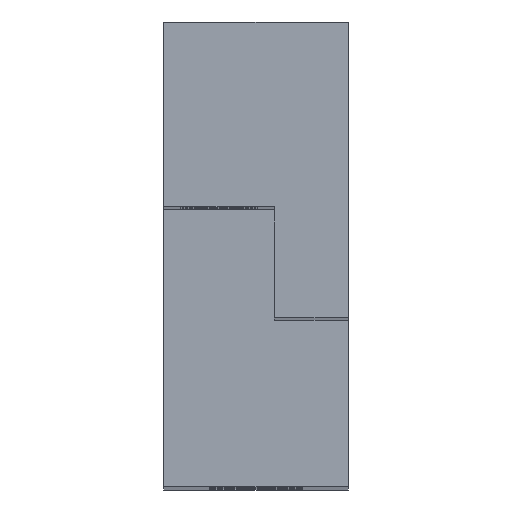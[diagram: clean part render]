
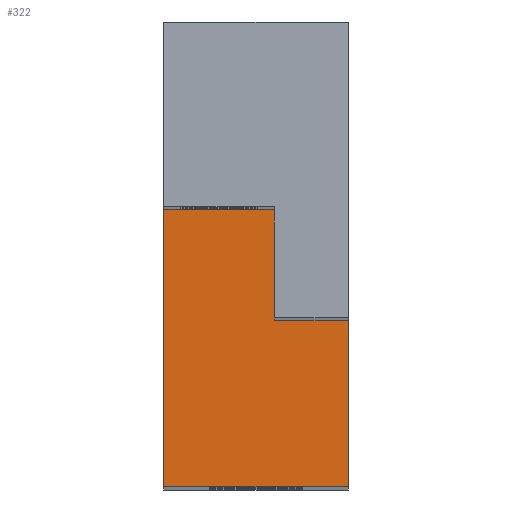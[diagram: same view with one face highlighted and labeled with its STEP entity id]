
A CAD part, top view. The second image highlights one B-rep face of the part: STEP entity #322.
In plain terms, the highlighted planar face has unit normal (0, 0, 1).
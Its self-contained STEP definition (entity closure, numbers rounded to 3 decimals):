
#30=PLANE('',#364);
#46=FACE_OUTER_BOUND('',#65,.T.);
#65=EDGE_LOOP('',(#262,#263,#264,#265,#266,#267));
#89=LINE('',#503,#119);
#93=LINE('',#512,#123);
#96=LINE('',#516,#126);
#97=LINE('',#519,#127);
#98=LINE('',#521,#128);
#99=LINE('',#522,#129);
#119=VECTOR('',#419,10.);
#123=VECTOR('',#425,10.);
#126=VECTOR('',#430,10.);
#127=VECTOR('',#433,10.);
#128=VECTOR('',#434,10.);
#129=VECTOR('',#435,10.);
#167=VERTEX_POINT('',#500);
#168=VERTEX_POINT('',#502);
#171=VERTEX_POINT('',#509);
#172=VERTEX_POINT('',#511);
#173=VERTEX_POINT('',#518);
#174=VERTEX_POINT('',#520);
#201=EDGE_CURVE('',#167,#168,#89,.T.);
#205=EDGE_CURVE('',#171,#172,#93,.T.);
#208=EDGE_CURVE('',#168,#171,#96,.T.);
#209=EDGE_CURVE('',#173,#167,#97,.T.);
#210=EDGE_CURVE('',#174,#173,#98,.T.);
#211=EDGE_CURVE('',#172,#174,#99,.T.);
#262=ORIENTED_EDGE('',*,*,#208,.F.);
#263=ORIENTED_EDGE('',*,*,#201,.F.);
#264=ORIENTED_EDGE('',*,*,#209,.F.);
#265=ORIENTED_EDGE('',*,*,#210,.F.);
#266=ORIENTED_EDGE('',*,*,#211,.F.);
#267=ORIENTED_EDGE('',*,*,#205,.F.);
#322=ADVANCED_FACE('',(#46),#30,.F.);
#364=AXIS2_PLACEMENT_3D('',#517,#431,#432);
#419=DIRECTION('',(1.,0.,0.));
#425=DIRECTION('',(1.,0.,0.));
#430=DIRECTION('',(0.,-1.,0.));
#431=DIRECTION('center_axis',(0.,0.,-1.));
#432=DIRECTION('ref_axis',(-1.,0.,0.));
#433=DIRECTION('',(0.,1.,0.));
#434=DIRECTION('',(-1.,0.,0.));
#435=DIRECTION('',(0.,-1.,0.));
#500=CARTESIAN_POINT('',(5.,20.,100.));
#502=CARTESIAN_POINT('',(11.,20.,100.));
#503=CARTESIAN_POINT('',(11.,20.,100.));
#509=CARTESIAN_POINT('',(11.,14.,100.));
#511=CARTESIAN_POINT('',(15.,14.,100.));
#512=CARTESIAN_POINT('',(15.,14.,100.));
#516=CARTESIAN_POINT('',(11.,14.,100.));
#517=CARTESIAN_POINT('Origin',(10.,12.5,100.));
#518=CARTESIAN_POINT('',(5.,5.,100.));
#519=CARTESIAN_POINT('',(5.,21.25,100.));
#520=CARTESIAN_POINT('',(15.,5.,100.));
#521=CARTESIAN_POINT('',(7.5,5.,100.));
#522=CARTESIAN_POINT('',(15.,8.75,100.));
